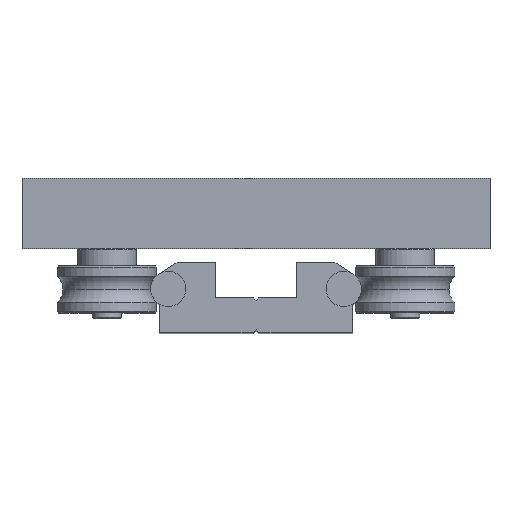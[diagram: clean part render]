
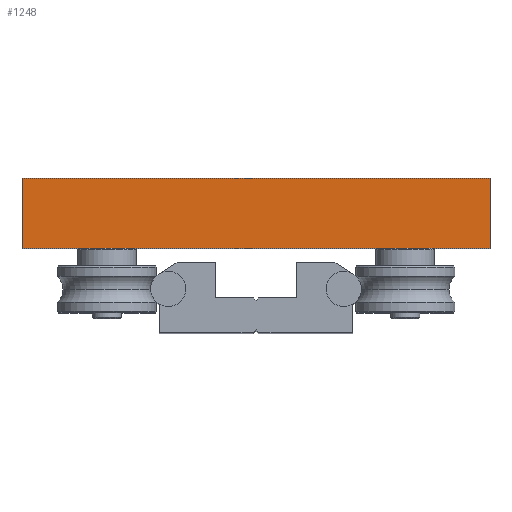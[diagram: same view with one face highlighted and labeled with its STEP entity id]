
A CAD part, top view. The second image highlights one B-rep face of the part: STEP entity #1248.
In plain terms, the highlighted planar face has unit normal (0, 0, 1).
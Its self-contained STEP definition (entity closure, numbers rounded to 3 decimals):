
#1248=ADVANCED_FACE('',(#2469),#2470,.T.);
#2469=FACE_OUTER_BOUND('',#3737,.T.);
#2470=PLANE('',#3738);
#3737=EDGE_LOOP('',(#6660,#6661,#6662,#6663));
#3738=AXIS2_PLACEMENT_3D('',#6664,#6665,#6666);
#6660=ORIENTED_EDGE('',*,*,#8055,.F.);
#6661=ORIENTED_EDGE('',*,*,#8057,.F.);
#6662=ORIENTED_EDGE('',*,*,#8058,.F.);
#6663=ORIENTED_EDGE('',*,*,#8048,.F.);
#6664=CARTESIAN_POINT('',(-40.0,20.5,90.0));
#6665=DIRECTION('',(0.0,0.,1.0));
#6666=DIRECTION('',(0.0,1.0,0.));
#8048=EDGE_CURVE('',#9679,#9674,#9681,.T.);
#8055=EDGE_CURVE('',#9689,#9679,#9691,.T.);
#8057=EDGE_CURVE('',#9693,#9689,#9694,.T.);
#8058=EDGE_CURVE('',#9674,#9693,#9695,.T.);
#9674=VERTEX_POINT('',#12211);
#9679=VERTEX_POINT('',#12218);
#9681=LINE('',#12221,#12222);
#9689=VERTEX_POINT('',#12233);
#9691=LINE('',#12236,#12237);
#9693=VERTEX_POINT('',#12239);
#9694=LINE('',#12240,#12241);
#9695=LINE('',#12242,#12243);
#12211=CARTESIAN_POINT('',(-40.0,14.5,90.0));
#12218=CARTESIAN_POINT('',(40.0,14.5,90.0));
#12221=CARTESIAN_POINT('',(40.0,14.5,90.0));
#12222=VECTOR('',#13660,80.0);
#12233=CARTESIAN_POINT('',(40.0,26.5,90.0));
#12236=CARTESIAN_POINT('',(40.0,26.5,90.0));
#12237=VECTOR('',#13665,12.0);
#12239=CARTESIAN_POINT('',(-40.0,26.5,90.0));
#12240=CARTESIAN_POINT('',(-40.0,26.5,90.0));
#12241=VECTOR('',#13666,80.0);
#12242=CARTESIAN_POINT('',(-40.0,14.5,90.0));
#12243=VECTOR('',#13667,12.0);
#13660=DIRECTION('',(-1.0,0.0,0.0));
#13665=DIRECTION('',(0.0,-1.0,0.));
#13666=DIRECTION('',(1.0,0.0,0.0));
#13667=DIRECTION('',(0.0,1.0,0.));
